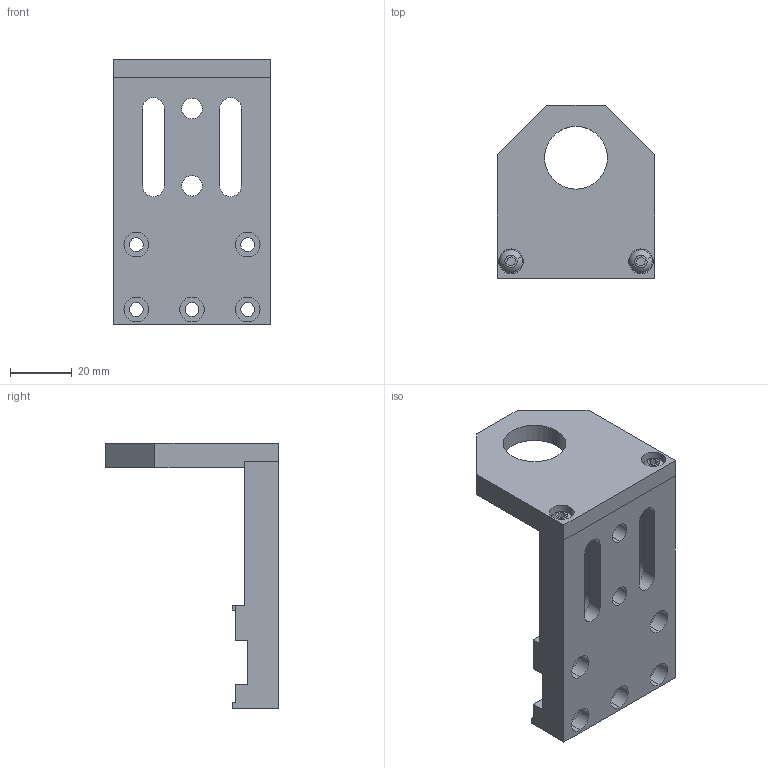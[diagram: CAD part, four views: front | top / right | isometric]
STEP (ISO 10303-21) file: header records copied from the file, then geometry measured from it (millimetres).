
FILE_DESCRIPTION (( 'STEP AP203' ), '1' );
FILE_NAME ('06PFC-BM.STEP', '2016-05-11T03:15:50', ( '' ), ( '' ), 'SwSTEP 2.0', 'SolidWorks 2016', '' );
FILE_SCHEMA (( 'CONFIG_CONTROL_DESIGN' ));
Length unit declared in the file: millimetre
Products named in the file (1): 06PFC-BM
Bounding box: 51 x 56 x 86 mm (x, y, z)
Volume: 52240.6 mm3; surface area: 21736.5 mm2
Topology: 4 solids, 4 shells, 150 faces, 366 edges, 238 vertices
Faces by surface type: plane 74, cylinder 64, cone 8, sphere 4
Entity records: 4525 total; most frequent: DIRECTION 804, CARTESIAN_POINT 751, ORIENTED_EDGE 724, EDGE_CURVE 362, AXIS2_PLACEMENT_3D 291, VERTEX_POINT 238, VECTOR 222, LINE 222
